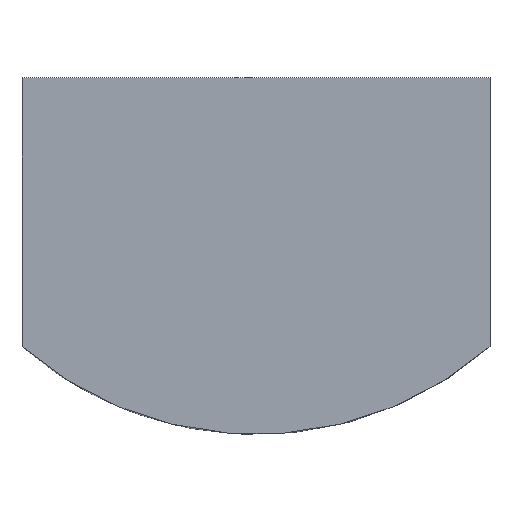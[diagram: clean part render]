
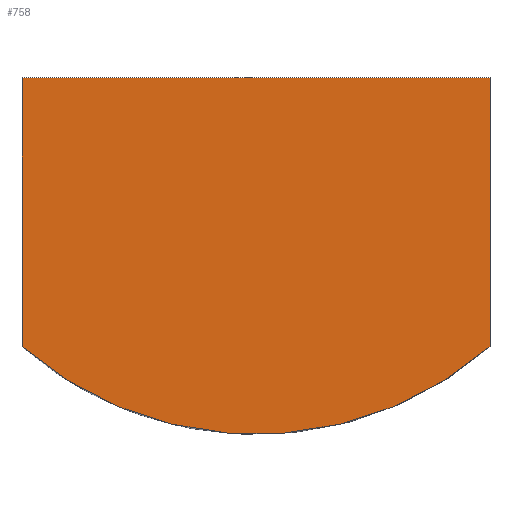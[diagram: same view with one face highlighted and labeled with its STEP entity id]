
A CAD part, top view. The second image highlights one B-rep face of the part: STEP entity #758.
In plain terms, the highlighted planar face has unit normal (0, 0, 1).
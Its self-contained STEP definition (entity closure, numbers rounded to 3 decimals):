
#52=PLANE('',#840);
#62=LINE('',#1116,#128);
#70=LINE('',#1147,#136);
#118=LINE('',#1288,#184);
#128=VECTOR('',#886,10.);
#136=VECTOR('',#912,10.);
#184=VECTOR('',#1066,10.);
#228=FACE_OUTER_BOUND('',#276,.T.);
#276=EDGE_LOOP('',(#711,#712,#713,#714));
#316=CIRCLE('',#838,102.069);
#335=VERTEX_POINT('',#1113);
#336=VERTEX_POINT('',#1115);
#349=VERTEX_POINT('',#1144);
#350=VERTEX_POINT('',#1146);
#412=EDGE_CURVE('',#335,#336,#62,.T.);
#427=EDGE_CURVE('',#349,#350,#70,.T.);
#497=EDGE_CURVE('',#335,#350,#316,.T.);
#498=EDGE_CURVE('',#336,#349,#118,.T.);
#711=ORIENTED_EDGE('',*,*,#412,.F.);
#712=ORIENTED_EDGE('',*,*,#497,.T.);
#713=ORIENTED_EDGE('',*,*,#427,.F.);
#714=ORIENTED_EDGE('',*,*,#498,.F.);
#758=ADVANCED_FACE('',(#228),#52,.T.);
#838=AXIS2_PLACEMENT_3D('',#1286,#1062,#1063);
#840=AXIS2_PLACEMENT_3D('',#1289,#1067,#1068);
#886=DIRECTION('',(0.,1.,0.));
#912=DIRECTION('',(0.,-1.,0.));
#1062=DIRECTION('center_axis',(0.,0.,1.));
#1063=DIRECTION('ref_axis',(-0.656,-0.754,0.));
#1066=DIRECTION('',(1.,0.,0.));
#1067=DIRECTION('center_axis',(0.,0.,1.));
#1068=DIRECTION('ref_axis',(1.,0.,0.));
#1113=CARTESIAN_POINT('',(-67.,-38.5,0.));
#1115=CARTESIAN_POINT('',(-67.,38.5,0.));
#1116=CARTESIAN_POINT('',(-67.,-38.5,0.));
#1144=CARTESIAN_POINT('',(67.,38.5,0.));
#1146=CARTESIAN_POINT('',(67.,-38.5,0.));
#1147=CARTESIAN_POINT('',(67.,38.5,0.));
#1286=CARTESIAN_POINT('Origin',(0.,38.5,0.));
#1288=CARTESIAN_POINT('',(-67.,38.5,0.));
#1289=CARTESIAN_POINT('Origin',(0.,-12.534,0.));
